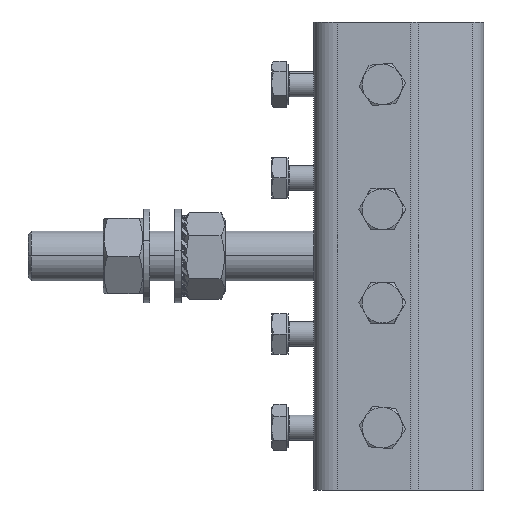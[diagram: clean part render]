
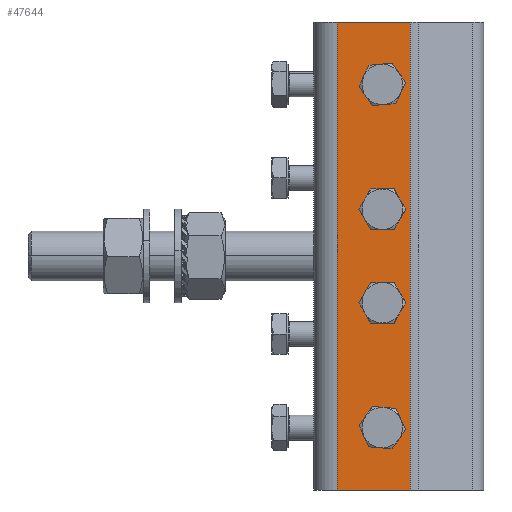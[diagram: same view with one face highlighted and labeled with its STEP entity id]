
A CAD part, left-side view. The second image highlights one B-rep face of the part: STEP entity #47644.
In plain terms, the highlighted planar face has unit normal (-1, 0, 0).
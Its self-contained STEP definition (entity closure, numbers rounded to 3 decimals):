
#398 = DIRECTION ( 'NONE',  ( 1., 0., 0. ) ) ;
#1191 = AXIS2_PLACEMENT_3D ( 'NONE', #51216, #27409, #3418 ) ;
#2068 = AXIS2_PLACEMENT_3D ( 'NONE', #37899, #13974, #41910 ) ;
#2537 = DIRECTION ( 'NONE',  ( 0., 0., 1. ) ) ;
#2895 = CIRCLE ( 'NONE', #33750, 3.4 ) ;
#3127 = EDGE_CURVE ( 'NONE', #28557, #32007, #12711, .T. ) ;
#3418 = DIRECTION ( 'NONE',  ( 0., 0., 1. ) ) ;
#3717 = DIRECTION ( 'NONE',  ( -1., 0., 0. ) ) ;
#3962 = FACE_BOUND ( 'NONE', #39431, .T. ) ;
#4053 = CIRCLE ( 'NONE', #33295, 3.4 ) ;
#4967 = DIRECTION ( 'NONE',  ( 0., -1., 0. ) ) ;
#5349 = CARTESIAN_POINT ( 'NONE',  ( -72.357, 53.216, 105.586 ) ) ;
#5492 = DIRECTION ( 'NONE',  ( 0., 0., -1. ) ) ;
#5665 = DIRECTION ( 'NONE',  ( -1., 0., 0. ) ) ;
#6453 = CIRCLE ( 'NONE', #21115, 3.4 ) ;
#6576 = EDGE_CURVE ( 'NONE', #50527, #20526, #21295, .T. ) ;
#6635 = EDGE_CURVE ( 'NONE', #27458, #28557, #42542, .T. ) ;
#7032 = CARTESIAN_POINT ( 'NONE',  ( -72.357, 38.716, 12.186 ) ) ;
#8949 = VECTOR ( 'NONE', #21638, 1000. ) ;
#9023 = CARTESIAN_POINT ( 'NONE',  ( -72.357, -30.011, 105.586 ) ) ;
#9527 = CARTESIAN_POINT ( 'NONE',  ( -72.357, 38.716, 48.986 ) ) ;
#10780 = ORIENTED_EDGE ( 'NONE', *, *, #18693, .F. ) ;
#11029 = LINE ( 'NONE', #21943, #21699 ) ;
#11114 = CARTESIAN_POINT ( 'NONE',  ( -72.357, 38.716, 88.986 ) ) ;
#11508 = ORIENTED_EDGE ( 'NONE', *, *, #3127, .T. ) ;
#11738 = EDGE_CURVE ( 'NONE', #45208, #27458, #11029, .T. ) ;
#12455 = VERTEX_POINT ( 'NONE', #46792 ) ;
#12711 = LINE ( 'NONE', #45368, #8949 ) ;
#13974 = DIRECTION ( 'NONE',  ( -1., 0., 0. ) ) ;
#14157 = CARTESIAN_POINT ( 'NONE',  ( -72.357, -30.011, -44.414 ) ) ;
#15001 = DIRECTION ( 'NONE',  ( -1., 0., 0. ) ) ;
#15772 = CARTESIAN_POINT ( 'NONE',  ( -72.357, 29.739, 105.586 ) ) ;
#15927 = ORIENTED_EDGE ( 'NONE', *, *, #11738, .T. ) ;
#16179 = DIRECTION ( 'NONE',  ( -1., 0., 0. ) ) ;
#16897 = ORIENTED_EDGE ( 'NONE', *, *, #22553, .F. ) ;
#18617 = EDGE_CURVE ( 'NONE', #20246, #12455, #24292, .T. ) ;
#18640 = EDGE_LOOP ( 'NONE', ( #16897, #49215 ) ) ;
#18693 = EDGE_CURVE ( 'NONE', #21485, #44653, #22987, .T. ) ;
#19137 = DIRECTION ( 'NONE',  ( -1., 0., 0. ) ) ;
#19267 = AXIS2_PLACEMENT_3D ( 'NONE', #40606, #398, #32759 ) ;
#20246 = VERTEX_POINT ( 'NONE', #7032 ) ;
#20526 = VERTEX_POINT ( 'NONE', #11114 ) ;
#21115 = AXIS2_PLACEMENT_3D ( 'NONE', #38930, #15001, #42948 ) ;
#21295 = CIRCLE ( 'NONE', #2068, 3.4 ) ;
#21485 = VERTEX_POINT ( 'NONE', #31843 ) ;
#21515 = CARTESIAN_POINT ( 'NONE',  ( -72.357, 38.716, -21.014 ) ) ;
#21638 = DIRECTION ( 'NONE',  ( 0., 0., 1. ) ) ;
#21699 = VECTOR ( 'NONE', #5492, 1000. ) ;
#21943 = CARTESIAN_POINT ( 'NONE',  ( -72.357, 53.216, 105.586 ) ) ;
#22553 = EDGE_CURVE ( 'NONE', #27207, #31995, #2895, .T. ) ;
#22728 = FACE_BOUND ( 'NONE', #18640, .T. ) ;
#22987 = CIRCLE ( 'NONE', #47986, 3.4 ) ;
#23811 = ORIENTED_EDGE ( 'NONE', *, *, #47223, .F. ) ;
#24065 = CARTESIAN_POINT ( 'NONE',  ( -72.357, 38.716, 82.186 ) ) ;
#24290 = CARTESIAN_POINT ( 'NONE',  ( -72.357, 29.739, -44.414 ) ) ;
#24292 = CIRCLE ( 'NONE', #42690, 3.4 ) ;
#26522 = DIRECTION ( 'NONE',  ( -1., 0., 0. ) ) ;
#26627 = EDGE_CURVE ( 'NONE', #20526, #50527, #6453, .T. ) ;
#27049 = LINE ( 'NONE', #9023, #31403 ) ;
#27207 = VERTEX_POINT ( 'NONE', #9527 ) ;
#27409 = DIRECTION ( 'NONE',  ( -1., 0., 0. ) ) ;
#27458 = VERTEX_POINT ( 'NONE', #27719 ) ;
#27487 = CARTESIAN_POINT ( 'NONE',  ( -72.357, 38.716, 42.186 ) ) ;
#27718 = CARTESIAN_POINT ( 'NONE',  ( -72.357, 38.716, 15.586 ) ) ;
#27719 = CARTESIAN_POINT ( 'NONE',  ( -72.357, 53.216, -44.414 ) ) ;
#28557 = VERTEX_POINT ( 'NONE', #24290 ) ;
#29660 = CARTESIAN_POINT ( 'NONE',  ( -72.357, 38.716, -24.414 ) ) ;
#30226 = DIRECTION ( 'NONE',  ( 0., -1., 0. ) ) ;
#31329 = ORIENTED_EDGE ( 'NONE', *, *, #48526, .F. ) ;
#31403 = VECTOR ( 'NONE', #4967, 1000. ) ;
#31518 = CIRCLE ( 'NONE', #47988, 3.4 ) ;
#31712 = DIRECTION ( 'NONE',  ( 0., 0., 1. ) ) ;
#31843 = CARTESIAN_POINT ( 'NONE',  ( -72.357, 38.716, -27.814 ) ) ;
#31995 = VERTEX_POINT ( 'NONE', #27487 ) ;
#32007 = VERTEX_POINT ( 'NONE', #15772 ) ;
#32576 = ORIENTED_EDGE ( 'NONE', *, *, #18617, .F. ) ;
#32759 = DIRECTION ( 'NONE',  ( 0., 1., 0. ) ) ;
#33295 = AXIS2_PLACEMENT_3D ( 'NONE', #50350, #26522, #2537 ) ;
#33379 = FACE_BOUND ( 'NONE', #47806, .T. ) ;
#33661 = DIRECTION ( 'NONE',  ( 0., 0., 1. ) ) ;
#33750 = AXIS2_PLACEMENT_3D ( 'NONE', #43071, #19137, #47038 ) ;
#34395 = EDGE_CURVE ( 'NONE', #45208, #32007, #27049, .T. ) ;
#34614 = FACE_BOUND ( 'NONE', #51191, .T. ) ;
#36411 = ORIENTED_EDGE ( 'NONE', *, *, #6635, .T. ) ;
#36983 = EDGE_LOOP ( 'NONE', ( #36411, #11508, #37753, #15927 ) ) ;
#37120 = ORIENTED_EDGE ( 'NONE', *, *, #26627, .F. ) ;
#37753 = ORIENTED_EDGE ( 'NONE', *, *, #34395, .F. ) ;
#37899 = CARTESIAN_POINT ( 'NONE',  ( -72.357, 38.716, 85.586 ) ) ;
#38930 = CARTESIAN_POINT ( 'NONE',  ( -72.357, 38.716, 85.586 ) ) ;
#39431 = EDGE_LOOP ( 'NONE', ( #31329, #32576 ) ) ;
#40100 = CARTESIAN_POINT ( 'NONE',  ( -72.357, 38.716, -24.414 ) ) ;
#40606 = CARTESIAN_POINT ( 'NONE',  ( -72.357, -30.011, 105.586 ) ) ;
#41289 = VECTOR ( 'NONE', #30226, 1000. ) ;
#41910 = DIRECTION ( 'NONE',  ( 0., 0., 1. ) ) ;
#42542 = LINE ( 'NONE', #14157, #41289 ) ;
#42690 = AXIS2_PLACEMENT_3D ( 'NONE', #27718, #3717, #31712 ) ;
#42948 = DIRECTION ( 'NONE',  ( 0., 0., 1. ) ) ;
#43071 = CARTESIAN_POINT ( 'NONE',  ( -72.357, 38.716, 45.586 ) ) ;
#43993 = FACE_OUTER_BOUND ( 'NONE', #36983, .T. ) ;
#44109 = DIRECTION ( 'NONE',  ( 0., 0., 1. ) ) ;
#44653 = VERTEX_POINT ( 'NONE', #21515 ) ;
#45208 = VERTEX_POINT ( 'NONE', #5349 ) ;
#45330 = EDGE_CURVE ( 'NONE', #31995, #27207, #4053, .T. ) ;
#45368 = CARTESIAN_POINT ( 'NONE',  ( -72.357, 29.739, 105.586 ) ) ;
#46792 = CARTESIAN_POINT ( 'NONE',  ( -72.357, 38.716, 18.986 ) ) ;
#46944 = ORIENTED_EDGE ( 'NONE', *, *, #6576, .F. ) ;
#47038 = DIRECTION ( 'NONE',  ( 0., 0., 1. ) ) ;
#47223 = EDGE_CURVE ( 'NONE', #44653, #21485, #31518, .T. ) ;
#47644 = ADVANCED_FACE ( 'NONE', ( #3962, #22728, #34614, #33379, #43993 ), #48557, .F. ) ;
#47806 = EDGE_LOOP ( 'NONE', ( #37120, #46944 ) ) ;
#47986 = AXIS2_PLACEMENT_3D ( 'NONE', #40100, #16179, #44109 ) ;
#47988 = AXIS2_PLACEMENT_3D ( 'NONE', #29660, #5665, #33661 ) ;
#48526 = EDGE_CURVE ( 'NONE', #12455, #20246, #50869, .T. ) ;
#48557 = PLANE ( 'NONE',  #19267 ) ;
#49215 = ORIENTED_EDGE ( 'NONE', *, *, #45330, .F. ) ;
#50350 = CARTESIAN_POINT ( 'NONE',  ( -72.357, 38.716, 45.586 ) ) ;
#50527 = VERTEX_POINT ( 'NONE', #24065 ) ;
#50869 = CIRCLE ( 'NONE', #1191, 3.4 ) ;
#51191 = EDGE_LOOP ( 'NONE', ( #23811, #10780 ) ) ;
#51216 = CARTESIAN_POINT ( 'NONE',  ( -72.357, 38.716, 15.586 ) ) ;
